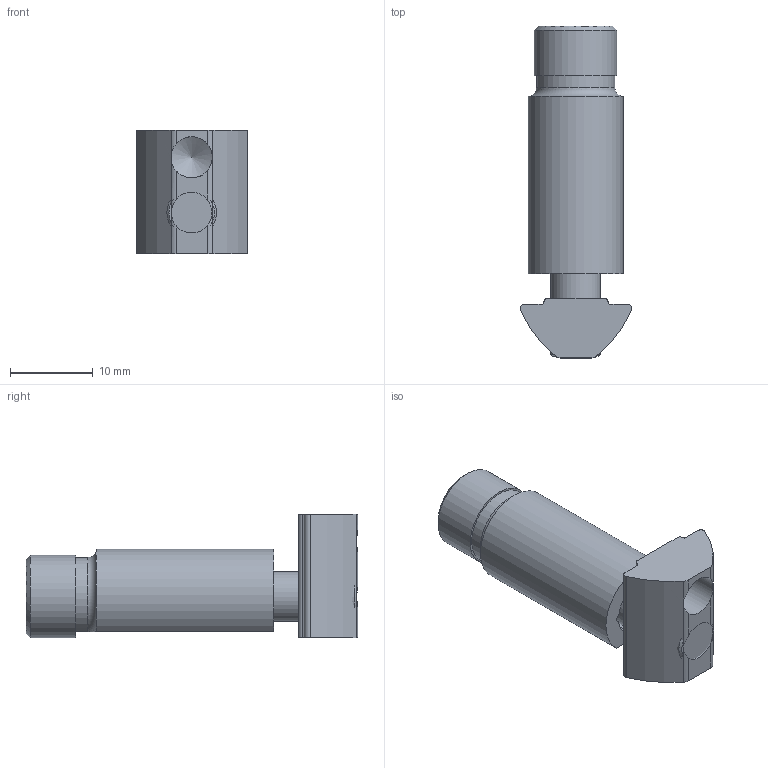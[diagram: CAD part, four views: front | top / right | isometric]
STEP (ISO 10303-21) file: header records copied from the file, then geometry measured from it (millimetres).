
FILE_DESCRIPTION(/* description */ ('T-Matic-Verbinder Nut8'),/* implementation_level */ '2;1');
FILE_NAME(/* name */ 'Syskomp 482652002 T-Matic-Verbinder N8.stp',/* time_stamp */ '2015-08-06T12:31:33+02:00',/* author */ ('mstrom'),/* organization */ (''),/* preprocessor_version */ 'ST-DEVELOPER v15.2',/* originating_system */ 'Autodesk Inventor 2014',/* authorisation */ '');
FILE_SCHEMA (('AUTOMOTIVE_DESIGN { 1 0 10303 214 3 1 1 }'));
Length unit declared in the file: millimetre
Products named in the file (1): 482652002 T-Matic-Verbinder N8
Bounding box: 13.5 x 40.2 x 15 mm (x, y, z)
Volume: 3386 mm3; surface area: 3362.6 mm2
Topology: 3 solids, 3 shells, 70 faces, 181 edges, 116 vertices
Faces by surface type: plane 34, cylinder 30, cone 5, torus 1
Full cylindrical faces by diameter (mm): 4.917 x1, 5 x1, 6 x1, 7.2 x1, 10 x1
Entity records: 2137 total; most frequent: CARTESIAN_POINT 410, DIRECTION 375, ORIENTED_EDGE 330, EDGE_CURVE 165, AXIS2_PLACEMENT_3D 147, VERTEX_POINT 110, EDGE_LOOP 83, LINE 81
